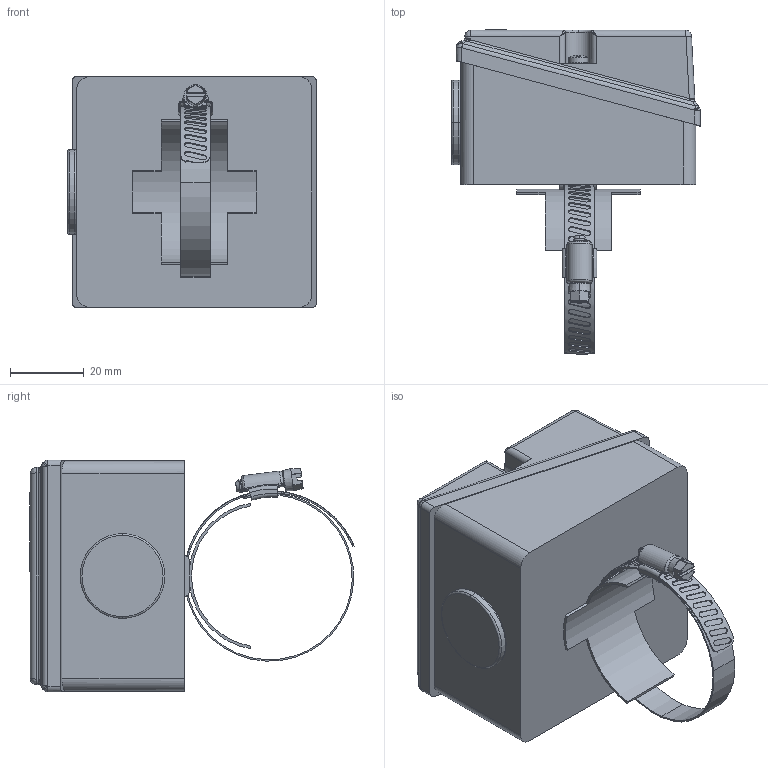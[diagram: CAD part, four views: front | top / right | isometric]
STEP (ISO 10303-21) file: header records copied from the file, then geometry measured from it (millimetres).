
FILE_DESCRIPTION (( 'STEP AP214' ), '1' );
FILE_NAME ('ÄÒÑ3225.STEP', '2016-07-13T12:52:30', ( 'Ëåíî÷êèí' ), ( '' ), 'SwSTEP 2.0', 'SolidWorks 2016', '' );
FILE_SCHEMA (( 'AUTOMOTIVE_DESIGN' ));
Length unit declared in the file: millimetre
Products named in the file (7): ﾄﾒﾑ3225_copper plate; ﾄﾒﾑ3225_Band Clampclip; ﾄﾒﾑ3225_cap; ﾄﾒﾑ3225_screw; ﾄﾒﾑ3225_top; ﾄﾒﾑ3225_mounting; ﾄﾒﾑ3225
Assembly tree (7 placements, depth 2):
  ﾄﾒﾑ3225
    ﾄﾒﾑ3225_mounting
    ﾄﾒﾑ3225_top
    ﾄﾒﾑ3225_screw  x2
    ﾄﾒﾑ3225_cap
    ﾄﾒﾑ3225_Band Clampclip
    ﾄﾒﾑ3225_copper plate
Bounding box: 67.55 x 87.96 x 62.9 mm (x, y, z)
Volume: 93064 mm3; surface area: 40053.6 mm2
Topology: 9 solids, 9 shells, 655 faces, 1709 edges, 1077 vertices
Faces by surface type: cylinder 211, plane 207, bspline 132, torus 75, cone 16, sphere 14
Entity records: 26976 total; most frequent: CARTESIAN_POINT 11106, ORIENTED_EDGE 2892, DIRECTION 2104, EDGE_CURVE 1446, VERTEX_POINT 918, AXIS2_PLACEMENT_3D 760, EDGE_LOOP 630, VECTOR 584
